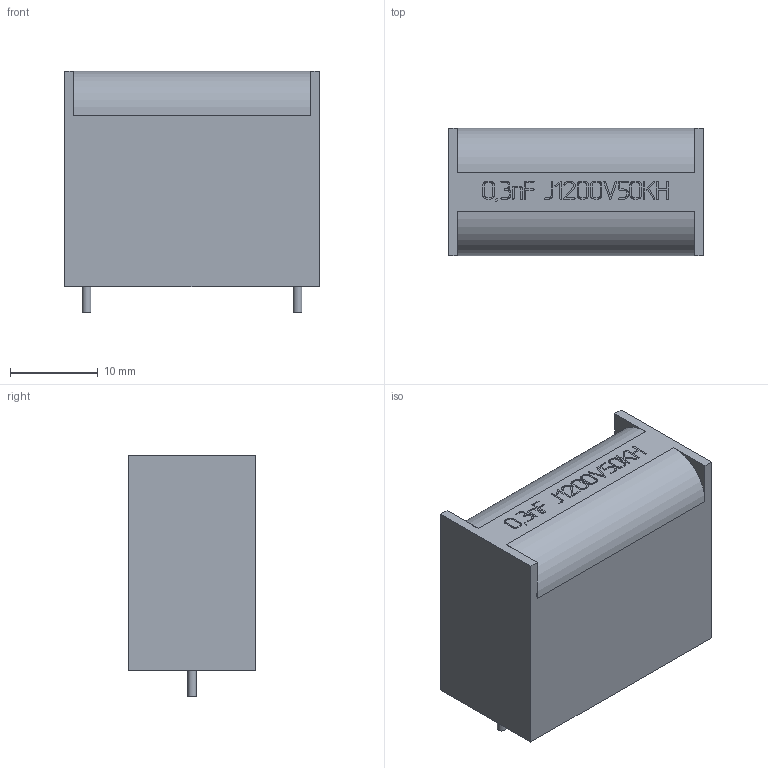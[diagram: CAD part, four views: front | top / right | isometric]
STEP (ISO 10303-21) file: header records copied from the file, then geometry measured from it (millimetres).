
FILE_DESCRIPTION(('STEP AP214'), '1');
FILE_NAME('0,3nF J1200V50KH', '2022-07-13T07:30:19', ('ava'), (''), 'ASCON STEP Converter 1.3', 'ASCON Math Kernel', '');
FILE_SCHEMA(('AUTOMOTIVE_DESIGN { 1 0 10303 214 3 1 1}'));
Length unit declared in the file: millimetre
Products named in the file (1): 1
Bounding box: 29 x 14.5 x 27.5 mm (x, y, z)
Volume: 10017.1 mm3; surface area: 2898.2 mm2
Topology: 1 solids, 1 shells, 599 faces, 1728 edges, 1152 vertices
Faces by surface type: plane 317, cylinder 282
Full cylindrical faces by diameter (mm): 1 x2
Entity records: 24500 total; most frequent: DIRECTION 3490, CARTESIAN_POINT 3478, ORIENTED_EDGE 3452, EDGE_CURVE 1726, AXIS2_PLACEMENT_3D 1164, LINE 1162, VECTOR 1162, VERTEX_POINT 1152
